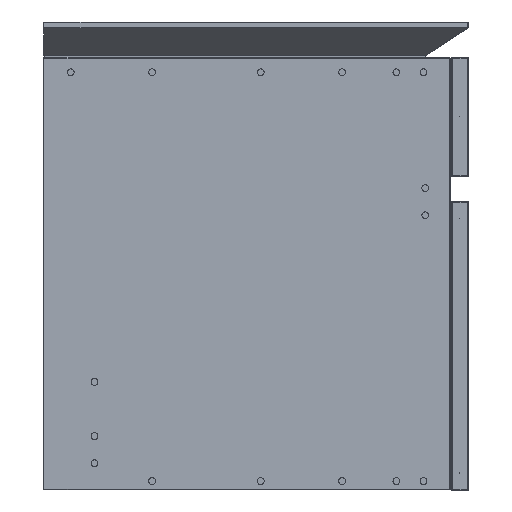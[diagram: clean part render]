
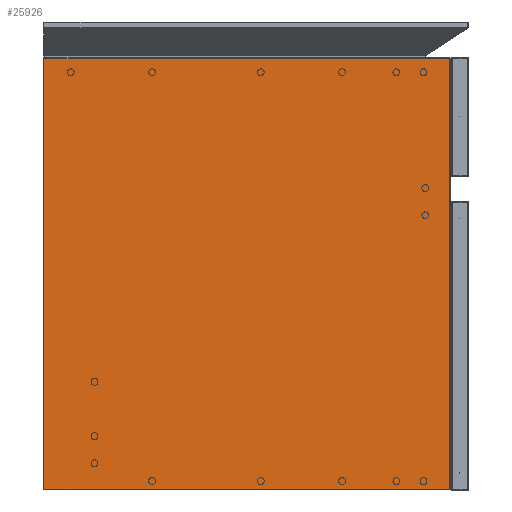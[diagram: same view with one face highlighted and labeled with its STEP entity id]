
A CAD part, left-side view. The second image highlights one B-rep face of the part: STEP entity #25926.
In plain terms, the highlighted planar face has unit normal (-1, 0, 0).
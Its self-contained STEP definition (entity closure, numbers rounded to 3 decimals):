
#25853=CARTESIAN_POINT('',(-410.283,13727.757,-509.2));
#25854=VERTEX_POINT('',#25853);
#25879=CARTESIAN_POINT('',(-410.283,13249.557,-509.2));
#25880=VERTEX_POINT('',#25879);
#25887=CARTESIAN_POINT('',(-410.283,13249.557,-509.2));
#25888=DIRECTION('',(0.0,1.0,0.0));
#25889=VECTOR('',#25888,478.2);
#25890=LINE('',#25887,#25889);
#25891=EDGE_CURVE('',#25880,#25854,#25890,.T.);
#25896=CARTESIAN_POINT('',(-410.283,13488.657,-0.799));
#25897=DIRECTION('',(-1.0,0.0,0.0));
#25898=DIRECTION('',(0.0,0.0,1.0));
#25899=AXIS2_PLACEMENT_3D('',#25896,#25897,#25898);
#25900=PLANE('',#25899);
#25901=ORIENTED_EDGE('',*,*,#25891,.F.);
#25902=CARTESIAN_POINT('',(-410.283,13249.557,-0.8));
#25903=VERTEX_POINT('',#25902);
#25904=CARTESIAN_POINT('',(-410.283,13249.557,-0.8));
#25905=DIRECTION('',(0.0,0.0,-1.0));
#25906=VECTOR('',#25905,508.4);
#25907=LINE('',#25904,#25906);
#25908=EDGE_CURVE('',#25903,#25880,#25907,.T.);
#25909=ORIENTED_EDGE('',*,*,#25908,.F.);
#25910=CARTESIAN_POINT('',(-410.283,13727.757,-0.8));
#25911=VERTEX_POINT('',#25910);
#25912=CARTESIAN_POINT('',(-410.283,13727.757,-0.8));
#25913=DIRECTION('',(0.0,-1.0,0.0));
#25914=VECTOR('',#25913,478.2);
#25915=LINE('',#25912,#25914);
#25916=EDGE_CURVE('',#25911,#25903,#25915,.T.);
#25917=ORIENTED_EDGE('',*,*,#25916,.F.);
#25918=CARTESIAN_POINT('',(-410.283,13727.757,-509.2));
#25919=DIRECTION('',(0.0,0.0,1.0));
#25920=VECTOR('',#25919,508.4);
#25921=LINE('',#25918,#25920);
#25922=EDGE_CURVE('',#25854,#25911,#25921,.T.);
#25923=ORIENTED_EDGE('',*,*,#25922,.F.);
#25924=EDGE_LOOP('',(#25901,#25909,#25917,#25923));
#25925=FACE_OUTER_BOUND('',#25924,.T.);
#25926=ADVANCED_FACE('',(#25925),#25900,.T.);
